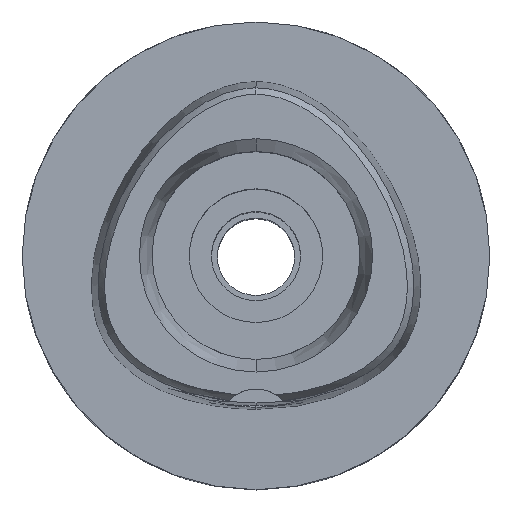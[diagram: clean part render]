
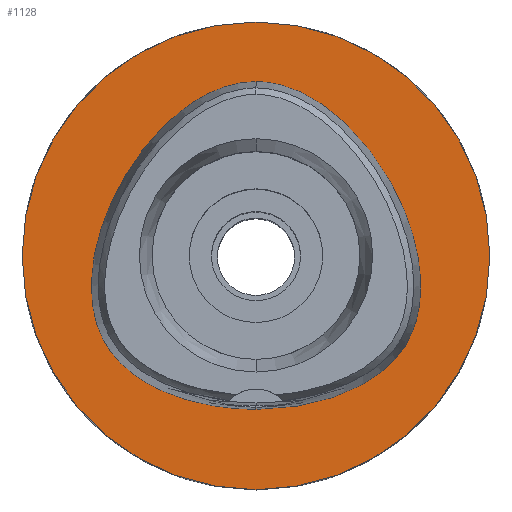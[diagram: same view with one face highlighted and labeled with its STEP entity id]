
A CAD part, top view. The second image highlights one B-rep face of the part: STEP entity #1128.
In plain terms, the highlighted planar face has unit normal (0, 0, 1).
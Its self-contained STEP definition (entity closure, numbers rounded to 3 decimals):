
#18 = CARTESIAN_POINT ( 'NONE',  ( -2.114, -20.675, 0. ) ) ;
#268 = B_SPLINE_CURVE_WITH_KNOTS ( 'NONE', 3,
 ( #1548, #3101, #1181, #4647, #2724, #3332, #3230, #4497, #3310, #1376, #4467, #2878, #2142, #1302, #1762, #1354, #4773, #914, #4417, #4013, #993, #4846, #1405 ),
 .UNSPECIFIED., .F., .F.,
 ( 4, 1, 1, 1, 1, 1, 1, 1, 1, 1, 1, 1, 1, 1, 1, 1, 1, 1, 1, 1, 4 ),
 ( 0., 0.083, 0.167, 0.208, 0.25, 0.292, 0.312, 0.333, 0.354, 0.375, 0.417, 0.458, 0.5, 0.583, 0.667, 0.75, 0.833, 0.875, 0.917, 0.958, 1. ),
 .UNSPECIFIED. ) ;
#391 = CARTESIAN_POINT ( 'NONE',  ( -22.057, -6.848, 0. ) ) ;
#407 = CARTESIAN_POINT ( 'NONE',  ( 0., -31.5, 0. ) ) ;
#432 = ORIENTED_EDGE ( 'NONE', *, *, #2988, .F. ) ;
#490 = EDGE_CURVE ( 'NONE', #1791, #3619, #1394, .T. ) ;
#683 = FACE_BOUND ( 'NONE', #4598, .T. ) ;
#704 = CARTESIAN_POINT ( 'NONE',  ( -10.746, 19.174, 0. ) ) ;
#748 = CIRCLE ( 'NONE', #1811, 31.5 ) ;
#914 = CARTESIAN_POINT ( 'NONE',  ( 10.746, 19.174, 0. ) ) ;
#993 = CARTESIAN_POINT ( 'NONE',  ( 2.565, 23.293, 0. ) ) ;
#1094 = AXIS2_PLACEMENT_3D ( 'NONE', #4624, #3440, #1509 ) ;
#1128 = ADVANCED_FACE ( 'NONE', ( #5004, #683 ), #3364, .F. ) ;
#1181 = CARTESIAN_POINT ( 'NONE',  ( 6.341, -20.298, 0. ) ) ;
#1225 = CARTESIAN_POINT ( 'NONE',  ( -14.673, -17.214, 0. ) ) ;
#1302 = CARTESIAN_POINT ( 'NONE',  ( 21.978, -0.281, 0. ) ) ;
#1354 = CARTESIAN_POINT ( 'NONE',  ( 18.068, 10.432, 0. ) ) ;
#1376 = CARTESIAN_POINT ( 'NONE',  ( 20.932, -10.604, 0. ) ) ;
#1394 = B_SPLINE_CURVE_WITH_KNOTS ( 'NONE', 3,
 ( #4928, #1479, #3005, #2248, #4197, #704, #2270, #4983, #1508, #3805, #4599, #391, #1960, #4295, #2464, #4250, #1687, #3504, #1225, #2772, #5023, #18, #4000 ),
 .UNSPECIFIED., .F., .F.,
 ( 4, 1, 1, 1, 1, 1, 1, 1, 1, 1, 1, 1, 1, 1, 1, 1, 1, 1, 1, 1, 4 ),
 ( 0., 0.042, 0.083, 0.125, 0.167, 0.25, 0.333, 0.417, 0.5, 0.542, 0.583, 0.625, 0.646, 0.667, 0.688, 0.708, 0.75, 0.792, 0.833, 0.917, 1. ),
 .UNSPECIFIED. ) ;
#1405 = CARTESIAN_POINT ( 'NONE',  ( 0., 23.475, 0. ) ) ;
#1479 = CARTESIAN_POINT ( 'NONE',  ( -0.855, 23.475, 0. ) ) ;
#1508 = CARTESIAN_POINT ( 'NONE',  ( -20.749, 4.657, 0. ) ) ;
#1509 = DIRECTION ( 'NONE',  ( 0., -1., 0. ) ) ;
#1548 = CARTESIAN_POINT ( 'NONE',  ( 0., -20.675, 0. ) ) ;
#1687 = CARTESIAN_POINT ( 'NONE',  ( -18.568, -14.169, 0. ) ) ;
#1698 = EDGE_LOOP ( 'NONE', ( #3682, #3119 ) ) ;
#1762 = CARTESIAN_POINT ( 'NONE',  ( 20.749, 4.657, 0. ) ) ;
#1791 = VERTEX_POINT ( 'NONE', #2031 ) ;
#1811 = AXIS2_PLACEMENT_3D ( 'NONE', #4039, #3336, #4419 ) ;
#1841 = ORIENTED_EDGE ( 'NONE', *, *, #490, .F. ) ;
#1960 = CARTESIAN_POINT ( 'NONE',  ( -21.555, -8.996, 0. ) ) ;
#2031 = CARTESIAN_POINT ( 'NONE',  ( 0., 23.475, 0. ) ) ;
#2142 = CARTESIAN_POINT ( 'NONE',  ( 22.245, -4.1, 0. ) ) ;
#2244 = EDGE_CURVE ( 'NONE', #4378, #2826, #748, .T. ) ;
#2248 = CARTESIAN_POINT ( 'NONE',  ( -5.098, 22.526, 0. ) ) ;
#2270 = CARTESIAN_POINT ( 'NONE',  ( -14.408, 15.641, 0. ) ) ;
#2303 = EDGE_CURVE ( 'NONE', #2826, #4378, #4891, .T. ) ;
#2458 = AXIS2_PLACEMENT_3D ( 'NONE', #3687, #2573, #3659 ) ;
#2464 = CARTESIAN_POINT ( 'NONE',  ( -20.35, -11.749, 0. ) ) ;
#2573 = DIRECTION ( 'NONE',  ( 0., 0., -1. ) ) ;
#2724 = CARTESIAN_POINT ( 'NONE',  ( 14.673, -17.214, 0. ) ) ;
#2754 = CARTESIAN_POINT ( 'NONE',  ( 0., 31.5, 0. ) ) ;
#2772 = CARTESIAN_POINT ( 'NONE',  ( -11.233, -18.893, 0. ) ) ;
#2826 = VERTEX_POINT ( 'NONE', #2754 ) ;
#2878 = CARTESIAN_POINT ( 'NONE',  ( 22.057, -6.848, 0. ) ) ;
#2988 = EDGE_CURVE ( 'NONE', #3619, #1791, #268, .T. ) ;
#3005 = CARTESIAN_POINT ( 'NONE',  ( -2.565, 23.293, 0. ) ) ;
#3101 = CARTESIAN_POINT ( 'NONE',  ( 2.114, -20.675, 0. ) ) ;
#3119 = ORIENTED_EDGE ( 'NONE', *, *, #2244, .F. ) ;
#3230 = CARTESIAN_POINT ( 'NONE',  ( 18.568, -14.169, 0. ) ) ;
#3288 = CARTESIAN_POINT ( 'NONE',  ( 0., -20.675, 0. ) ) ;
#3310 = CARTESIAN_POINT ( 'NONE',  ( 20.35, -11.749, 0. ) ) ;
#3332 = CARTESIAN_POINT ( 'NONE',  ( 16.959, -15.678, 0. ) ) ;
#3336 = DIRECTION ( 'NONE',  ( 0., 0., -1. ) ) ;
#3364 = PLANE ( 'NONE',  #1094 ) ;
#3440 = DIRECTION ( 'NONE',  ( 0., 0., -1. ) ) ;
#3504 = CARTESIAN_POINT ( 'NONE',  ( -16.959, -15.678, 0. ) ) ;
#3619 = VERTEX_POINT ( 'NONE', #3288 ) ;
#3659 = DIRECTION ( 'NONE',  ( 0., 1., 0. ) ) ;
#3682 = ORIENTED_EDGE ( 'NONE', *, *, #2303, .F. ) ;
#3687 = CARTESIAN_POINT ( 'NONE',  ( 0., 0., 0. ) ) ;
#3805 = CARTESIAN_POINT ( 'NONE',  ( -21.978, -0.281, 0. ) ) ;
#4000 = CARTESIAN_POINT ( 'NONE',  ( 0., -20.675, 0. ) ) ;
#4013 = CARTESIAN_POINT ( 'NONE',  ( 5.098, 22.526, 0. ) ) ;
#4039 = CARTESIAN_POINT ( 'NONE',  ( 0., 0., 0. ) ) ;
#4197 = CARTESIAN_POINT ( 'NONE',  ( -7.571, 21.315, 0. ) ) ;
#4250 = CARTESIAN_POINT ( 'NONE',  ( -19.649, -12.825, 0. ) ) ;
#4295 = CARTESIAN_POINT ( 'NONE',  ( -20.932, -10.604, 0. ) ) ;
#4378 = VERTEX_POINT ( 'NONE', #407 ) ;
#4417 = CARTESIAN_POINT ( 'NONE',  ( 7.571, 21.315, 0. ) ) ;
#4419 = DIRECTION ( 'NONE',  ( 0., -1., 0. ) ) ;
#4467 = CARTESIAN_POINT ( 'NONE',  ( 21.555, -8.996, 0. ) ) ;
#4497 = CARTESIAN_POINT ( 'NONE',  ( 19.649, -12.825, 0. ) ) ;
#4598 = EDGE_LOOP ( 'NONE', ( #1841, #432 ) ) ;
#4599 = CARTESIAN_POINT ( 'NONE',  ( -22.245, -4.1, 0. ) ) ;
#4624 = CARTESIAN_POINT ( 'NONE',  ( 0., 0., 0. ) ) ;
#4647 = CARTESIAN_POINT ( 'NONE',  ( 11.233, -18.893, 0. ) ) ;
#4773 = CARTESIAN_POINT ( 'NONE',  ( 14.408, 15.641, 0. ) ) ;
#4846 = CARTESIAN_POINT ( 'NONE',  ( 0.855, 23.475, 0. ) ) ;
#4891 = CIRCLE ( 'NONE', #2458, 31.5 ) ;
#4928 = CARTESIAN_POINT ( 'NONE',  ( 0., 23.475, 0. ) ) ;
#4983 = CARTESIAN_POINT ( 'NONE',  ( -18.068, 10.432, 0. ) ) ;
#5004 = FACE_OUTER_BOUND ( 'NONE', #1698, .T. ) ;
#5023 = CARTESIAN_POINT ( 'NONE',  ( -6.341, -20.298, 0. ) ) ;
